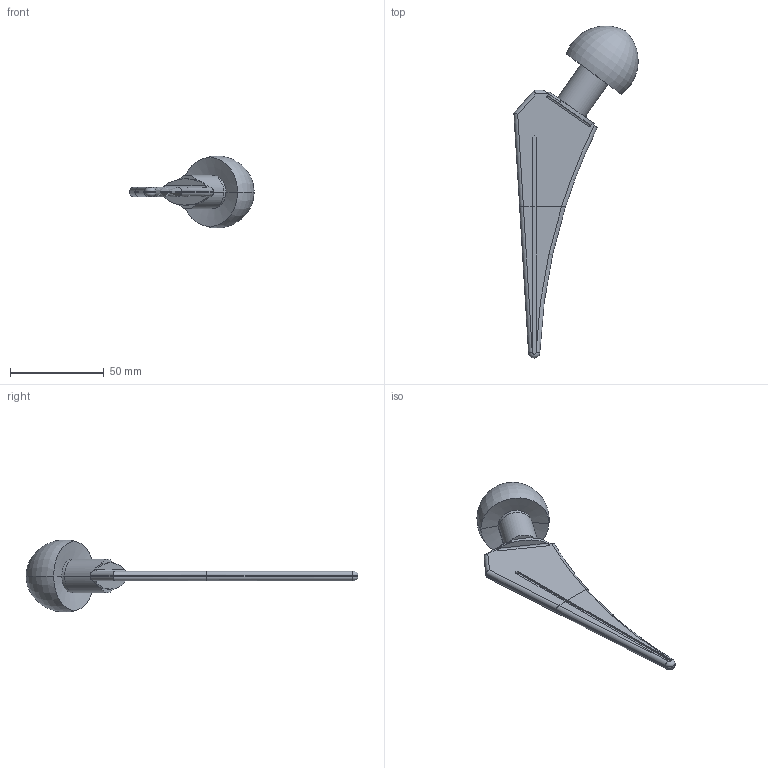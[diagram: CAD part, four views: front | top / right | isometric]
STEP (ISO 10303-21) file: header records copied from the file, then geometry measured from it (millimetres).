
FILE_DESCRIPTION (( 'STEP AP203' ), '1' );
FILE_NAME ('splitted HIP IMPLANT.STEP', '2025-06-14T06:27:57', ( '' ), ( '' ), 'SwSTEP 2.0', 'SolidWorks 2023', '' );
FILE_SCHEMA (( 'CONFIG_CONTROL_DESIGN' ));
Length unit declared in the file: millimetre
Products named in the file (1): splitted HIP IMPLANT
Bounding box: 66.34 x 177.29 x 38.27 mm (x, y, z)
Volume: 43250.6 mm3; surface area: 13767.7 mm2
Topology: 2 solids, 2 shells, 65 faces, 156 edges, 93 vertices
Faces by surface type: plane 32, cylinder 17, torus 12, cone 2, bspline 2
Entity records: 2282 total; most frequent: CARTESIAN_POINT 799, ORIENTED_EDGE 308, DIRECTION 272, EDGE_CURVE 154, VERTEX_POINT 93, AXIS2_PLACEMENT_3D 92, LINE 88, VECTOR 88
